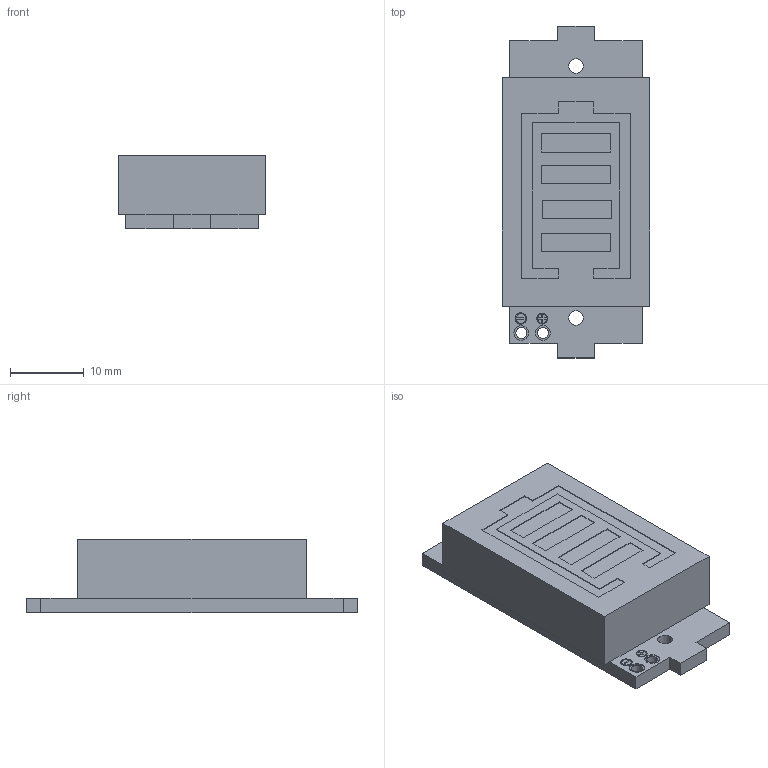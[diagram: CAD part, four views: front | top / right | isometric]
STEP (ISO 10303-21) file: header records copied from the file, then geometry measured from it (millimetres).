
FILE_DESCRIPTION(('CATIA V5 STEP Exchange'),'2;1');
FILE_NAME('LED Lithium Battery Indicator.stp','2021-01-12T19:09:13+00:00',('none'),('none'),'CATIA Version 5 Release 19 GA (IN-10)','CATIA V5 STEP AP203','none');
FILE_SCHEMA(('CONFIG_CONTROL_DESIGN'));
Length unit declared in the file: millimetre
Products named in the file (1): LED Lithium Battery Indicator
Bounding box: 20 x 45 x 10 mm (x, y, z)
Volume: 6436.9 mm3; surface area: 2755.7 mm2
Topology: 1 solids, 1 shells, 105 faces, 266 edges, 176 vertices
Faces by surface type: plane 85, cylinder 20
Entity records: 2951 total; most frequent: ORIENTED_EDGE 532, CARTESIAN_POINT 509, DIRECTION 398, EDGE_CURVE 266, VECTOR 226, LINE 226, VERTEX_POINT 176, EDGE_LOOP 126
